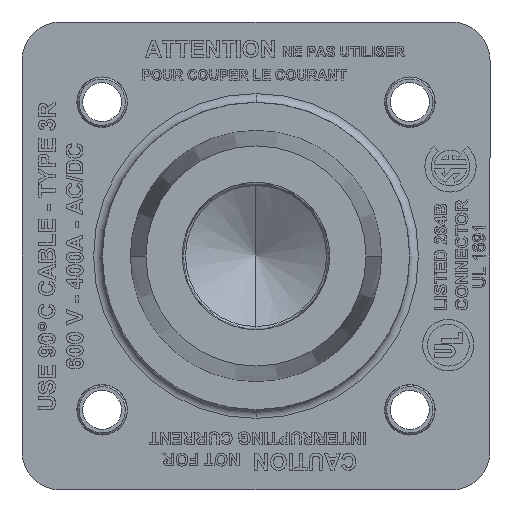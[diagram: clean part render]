
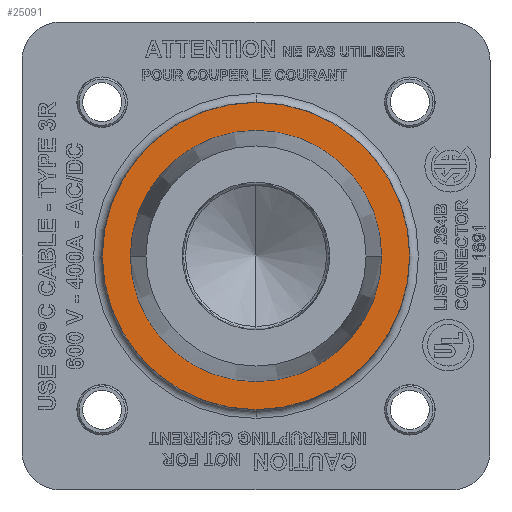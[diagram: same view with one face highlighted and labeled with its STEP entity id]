
A CAD part, left-side view. The second image highlights one B-rep face of the part: STEP entity #25091.
In plain terms, the highlighted planar face has unit normal (-1, 0, 0).
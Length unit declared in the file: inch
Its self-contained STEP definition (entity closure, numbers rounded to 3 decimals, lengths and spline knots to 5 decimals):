
#924 = ORIENTED_EDGE ( 'NONE', *, *, #26398, .T. ) ;
#2685 = VERTEX_POINT ( 'NONE', #41074 ) ;
#5467 = CARTESIAN_POINT ( 'NONE',  ( -0.61298, 2.00531, -1.96702 ) ) ;
#5930 = DIRECTION ( 'NONE',  ( -1., 0., 0. ) ) ;
#6256 = ORIENTED_EDGE ( 'NONE', *, *, #53633, .F. ) ;
#8909 = CARTESIAN_POINT ( 'NONE',  ( -0.61298, 1.39292, -1.96702 ) ) ;
#9576 = CARTESIAN_POINT ( 'NONE',  ( -0.61298, 2.61771, -1.96702 ) ) ;
#18423 = CIRCLE ( 'NONE', #111485, 0.74887 ) ;
#19773 = CARTESIAN_POINT ( 'NONE',  ( -0.61298, 2.00531, -1.96702 ) ) ;
#23871 = DIRECTION ( 'NONE',  ( 0., -1., 0. ) ) ;
#24539 = EDGE_CURVE ( 'NONE', #44262, #79617, #101824, .T. ) ;
#25091 = ADVANCED_FACE ( 'NONE', ( #91186, #81667 ), #27614, .F. ) ;
#26398 = EDGE_CURVE ( 'NONE', #58872, #2685, #18423, .T. ) ;
#27614 = PLANE ( 'NONE',  #46831 ) ;
#29379 = CARTESIAN_POINT ( 'NONE',  ( -0.61298, 2.75531, -1.96702 ) ) ;
#31877 = ORIENTED_EDGE ( 'NONE', *, *, #24539, .F. ) ;
#35005 = CARTESIAN_POINT ( 'NONE',  ( -0.61298, 2.00531, -1.96702 ) ) ;
#38882 = DIRECTION ( 'NONE',  ( 0., 1., 0. ) ) ;
#39824 = AXIS2_PLACEMENT_3D ( 'NONE', #35005, #5930, #97394 ) ;
#41074 = CARTESIAN_POINT ( 'NONE',  ( -0.61298, 2.00531, -1.21815 ) ) ;
#44262 = VERTEX_POINT ( 'NONE', #9576 ) ;
#46831 = AXIS2_PLACEMENT_3D ( 'NONE', #29379, #109614, #38882 ) ;
#53633 = EDGE_CURVE ( 'NONE', #79617, #44262, #78403, .T. ) ;
#57144 = DIRECTION ( 'NONE',  ( -1., 0., 0. ) ) ;
#57541 = CARTESIAN_POINT ( 'NONE',  ( -0.61298, 2.00531, -1.96702 ) ) ;
#58872 = VERTEX_POINT ( 'NONE', #97217 ) ;
#65737 = AXIS2_PLACEMENT_3D ( 'NONE', #57541, #69778, #114392 ) ;
#69778 = DIRECTION ( 'NONE',  ( -1., 0., 0. ) ) ;
#73431 = EDGE_LOOP ( 'NONE', ( #924, #102938 ) ) ;
#78403 = CIRCLE ( 'NONE', #101199, 0.61239 ) ;
#79617 = VERTEX_POINT ( 'NONE', #8909 ) ;
#81527 = CIRCLE ( 'NONE', #39824, 0.74887 ) ;
#81667 = FACE_OUTER_BOUND ( 'NONE', #73431, .T. ) ;
#91186 = FACE_BOUND ( 'NONE', #96755, .T. ) ;
#92255 = DIRECTION ( 'NONE',  ( 0., 1., 0. ) ) ;
#96755 = EDGE_LOOP ( 'NONE', ( #31877, #6256 ) ) ;
#96921 = DIRECTION ( 'NONE',  ( -1., 0., 0. ) ) ;
#97217 = CARTESIAN_POINT ( 'NONE',  ( -0.61298, 2.00531, -2.7159 ) ) ;
#97394 = DIRECTION ( 'NONE',  ( 0., 1., 0. ) ) ;
#101199 = AXIS2_PLACEMENT_3D ( 'NONE', #5467, #96921, #23871 ) ;
#101824 = CIRCLE ( 'NONE', #65737, 0.61239 ) ;
#102938 = ORIENTED_EDGE ( 'NONE', *, *, #104103, .T. ) ;
#104103 = EDGE_CURVE ( 'NONE', #2685, #58872, #81527, .T. ) ;
#109614 = DIRECTION ( 'NONE',  ( 1., 0., 0. ) ) ;
#111485 = AXIS2_PLACEMENT_3D ( 'NONE', #19773, #57144, #92255 ) ;
#114392 = DIRECTION ( 'NONE',  ( 0., -1., 0. ) ) ;
